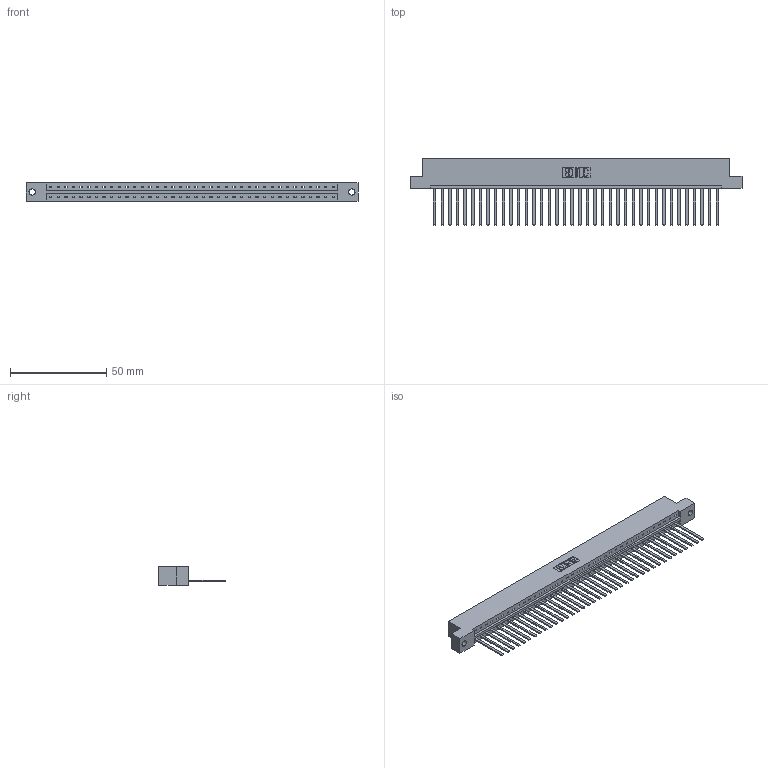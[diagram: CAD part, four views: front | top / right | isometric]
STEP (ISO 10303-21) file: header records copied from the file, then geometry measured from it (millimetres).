
FILE_DESCRIPTION (( 'STEP AP203' ), '1' );
FILE_NAME ('833-038-544-102.STEP', '2020-06-03T13:09:04', ( '' ), ( '' ), 'SwSTEP 2.0', 'SolidWorks 2020', '' );
FILE_SCHEMA (( 'CONFIG_CONTROL_DESIGN' ));
Length unit declared in the file: inch
Products named in the file (3): 833 Part_Flush - .128 Dia; 833-038-544-102; 345-292-001_345-293-144
Assembly tree (39 placements, depth 2):
  833-038-544-102
    833 Part_Flush - .128 Dia
    345-292-001_345-293-144  x38
Bounding box: 172.11 x 34.3 x 9.4 mm (x, y, z)
Volume: 17688.2 mm3; surface area: 20270.9 mm2
Topology: 39 solids, 39 shells, 2090 faces, 6315 edges, 4158 vertices
Faces by surface type: plane 1514, cylinder 576
Entity records: 23567 total; most frequent: CARTESIAN_POINT 4072, ORIENTED_EDGE 4046, DIRECTION 3439, EDGE_CURVE 2023, LINE 1899, VECTOR 1899, VERTEX_POINT 1346, AXIS2_PLACEMENT_3D 770
